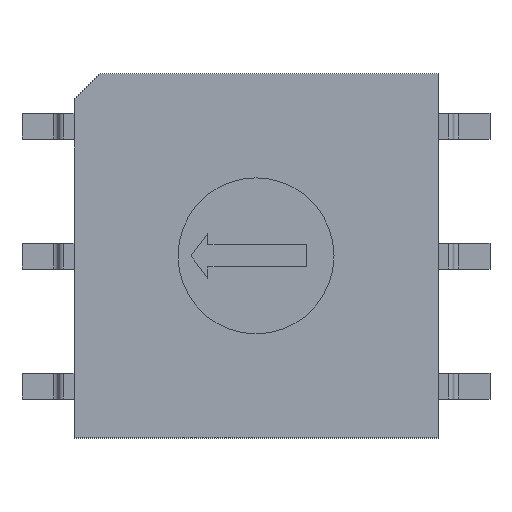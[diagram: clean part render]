
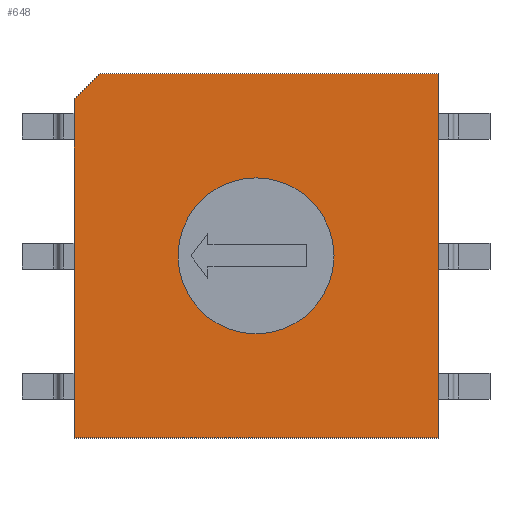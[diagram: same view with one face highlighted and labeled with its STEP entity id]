
A CAD part, top view. The second image highlights one B-rep face of the part: STEP entity #648.
In plain terms, the highlighted planar face has unit normal (0, 0, 1).
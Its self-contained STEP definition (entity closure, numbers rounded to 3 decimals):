
#32 = VERTEX_POINT('',#33);
#33 = CARTESIAN_POINT('',(-3.5,-3.5,3.1));
#39 = EDGE_CURVE('',#32,#40,#42,.T.);
#40 = VERTEX_POINT('',#41);
#41 = CARTESIAN_POINT('',(-3.5,3.,3.1));
#42 = LINE('',#43,#44);
#43 = CARTESIAN_POINT('',(-3.5,-3.5,3.1));
#44 = VECTOR('',#45,1.);
#45 = DIRECTION('',(0.,1.,0.));
#630 = EDGE_CURVE('',#40,#631,#633,.T.);
#631 = VERTEX_POINT('',#632);
#632 = CARTESIAN_POINT('',(-3.,3.5,3.1));
#633 = LINE('',#634,#635);
#634 = CARTESIAN_POINT('',(-3.25,3.25,3.1));
#635 = VECTOR('',#636,1.);
#636 = DIRECTION('',(0.707,0.707,0.));
#648 = ADVANCED_FACE('',(#649,#675),#686,.F.);
#649 = FACE_BOUND('',#650,.F.);
#650 = EDGE_LOOP('',(#651,#652,#653,#661,#669));
#651 = ORIENTED_EDGE('',*,*,#39,.T.);
#652 = ORIENTED_EDGE('',*,*,#630,.T.);
#653 = ORIENTED_EDGE('',*,*,#654,.T.);
#654 = EDGE_CURVE('',#631,#655,#657,.T.);
#655 = VERTEX_POINT('',#656);
#656 = CARTESIAN_POINT('',(3.5,3.5,3.1));
#657 = LINE('',#658,#659);
#658 = CARTESIAN_POINT('',(-3.5,3.5,3.1));
#659 = VECTOR('',#660,1.);
#660 = DIRECTION('',(1.,0.,0.));
#661 = ORIENTED_EDGE('',*,*,#662,.T.);
#662 = EDGE_CURVE('',#655,#663,#665,.T.);
#663 = VERTEX_POINT('',#664);
#664 = CARTESIAN_POINT('',(3.5,-3.5,3.1));
#665 = LINE('',#666,#667);
#666 = CARTESIAN_POINT('',(3.5,3.5,3.1));
#667 = VECTOR('',#668,1.);
#668 = DIRECTION('',(0.,-1.,0.));
#669 = ORIENTED_EDGE('',*,*,#670,.T.);
#670 = EDGE_CURVE('',#663,#32,#671,.T.);
#671 = LINE('',#672,#673);
#672 = CARTESIAN_POINT('',(3.5,-3.5,3.1));
#673 = VECTOR('',#674,1.);
#674 = DIRECTION('',(-1.,0.,0.));
#675 = FACE_BOUND('',#676,.F.);
#676 = EDGE_LOOP('',(#677));
#677 = ORIENTED_EDGE('',*,*,#678,.T.);
#678 = EDGE_CURVE('',#679,#679,#681,.T.);
#679 = VERTEX_POINT('',#680);
#680 = CARTESIAN_POINT('',(0.,1.5,3.1));
#681 = CIRCLE('',#682,1.5);
#682 = AXIS2_PLACEMENT_3D('',#683,#684,#685);
#683 = CARTESIAN_POINT('',(0.,0.,3.1));
#684 = DIRECTION('',(0.,0.,1.));
#685 = DIRECTION('',(0.,1.,0.));
#686 = PLANE('',#687);
#687 = AXIS2_PLACEMENT_3D('',#688,#689,#690);
#688 = CARTESIAN_POINT('',(0.,0.,3.1));
#689 = DIRECTION('',(0.,0.,-1.));
#690 = DIRECTION('',(0.,-1.,0.));
